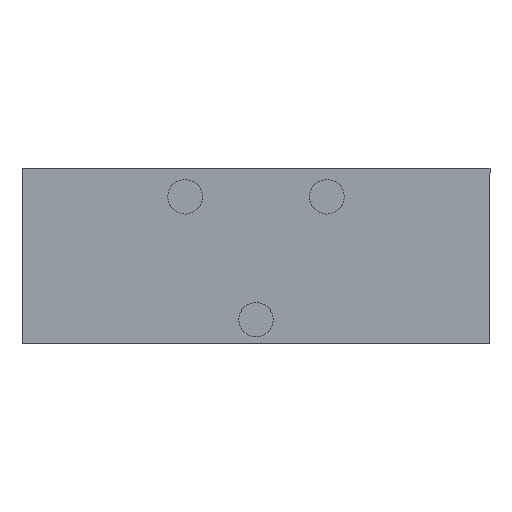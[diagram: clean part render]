
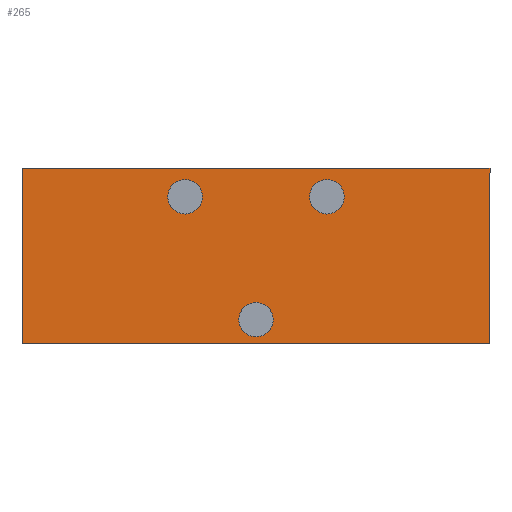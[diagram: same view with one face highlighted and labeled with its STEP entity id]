
A CAD part, top view. The second image highlights one B-rep face of the part: STEP entity #265.
In plain terms, the highlighted planar face has unit normal (0, 0, 1).
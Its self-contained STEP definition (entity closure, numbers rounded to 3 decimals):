
#15=FACE_BOUND('',#59,.T.);
#16=FACE_BOUND('',#60,.T.);
#17=FACE_BOUND('',#61,.T.);
#24=CIRCLE('',#298,2.95);
#25=CIRCLE('',#300,2.95);
#26=CIRCLE('',#302,2.95);
#42=FACE_OUTER_BOUND('',#58,.T.);
#58=EDGE_LOOP('',(#230,#231,#232,#233));
#59=EDGE_LOOP('',(#234));
#60=EDGE_LOOP('',(#235));
#61=EDGE_LOOP('',(#236));
#81=LINE('',#439,#108);
#84=LINE('',#444,#111);
#86=LINE('',#448,#113);
#88=LINE('',#451,#115);
#108=VECTOR('',#365,10.);
#111=VECTOR('',#370,10.);
#113=VECTOR('',#374,10.);
#115=VECTOR('',#378,10.);
#131=VERTEX_POINT('',#425);
#132=VERTEX_POINT('',#429);
#133=VERTEX_POINT('',#433);
#134=VERTEX_POINT('',#437);
#135=VERTEX_POINT('',#438);
#136=VERTEX_POINT('',#443);
#137=VERTEX_POINT('',#447);
#157=EDGE_CURVE('',#131,#131,#24,.T.);
#159=EDGE_CURVE('',#132,#132,#25,.T.);
#161=EDGE_CURVE('',#133,#133,#26,.T.);
#163=EDGE_CURVE('',#134,#135,#81,.T.);
#166=EDGE_CURVE('',#136,#134,#84,.T.);
#168=EDGE_CURVE('',#137,#136,#86,.T.);
#170=EDGE_CURVE('',#135,#137,#88,.T.);
#230=ORIENTED_EDGE('',*,*,#170,.F.);
#231=ORIENTED_EDGE('',*,*,#163,.F.);
#232=ORIENTED_EDGE('',*,*,#166,.F.);
#233=ORIENTED_EDGE('',*,*,#168,.F.);
#234=ORIENTED_EDGE('',*,*,#157,.T.);
#235=ORIENTED_EDGE('',*,*,#159,.T.);
#236=ORIENTED_EDGE('',*,*,#161,.T.);
#249=PLANE('',#307);
#265=ADVANCED_FACE('',(#42,#15,#16,#17),#249,.F.);
#298=AXIS2_PLACEMENT_3D('',#426,#350,#351);
#300=AXIS2_PLACEMENT_3D('',#430,#355,#356);
#302=AXIS2_PLACEMENT_3D('',#434,#360,#361);
#307=AXIS2_PLACEMENT_3D('',#452,#379,#380);
#350=DIRECTION('center_axis',(0.,0.,
-1.));
#351=DIRECTION('ref_axis',(0.,-1.,0.));
#355=DIRECTION('center_axis',(0.,0.,
-1.));
#356=DIRECTION('ref_axis',(0.,-1.,0.));
#360=DIRECTION('center_axis',(0.,0.,
-1.));
#361=DIRECTION('ref_axis',(0.,-1.,0.));
#365=DIRECTION('',(-1.,0.,0.));
#370=DIRECTION('',(0.,-1.,0.));
#374=DIRECTION('',(1.,0.,0.));
#378=DIRECTION('',(0.,1.,0.));
#379=DIRECTION('center_axis',(0.,0.,
-1.));
#380=DIRECTION('ref_axis',(-1.,0.,0.));
#425=CARTESIAN_POINT('',(22.014,145.842,6.448));
#426=CARTESIAN_POINT('Origin',(22.014,142.892,6.448));
#429=CARTESIAN_POINT('',(34.138,166.842,6.448));
#430=CARTESIAN_POINT('Origin',(34.138,163.892,6.448));
#433=CARTESIAN_POINT('',(9.89,166.842,6.448));
#434=CARTESIAN_POINT('Origin',(9.89,163.892,6.448));
#437=CARTESIAN_POINT('',(62.014,138.772,6.448));
#438=CARTESIAN_POINT('',(-17.986,138.772,6.448));
#439=CARTESIAN_POINT('',(62.014,138.772,6.448));
#443=CARTESIAN_POINT('',(62.014,168.772,6.448));
#444=CARTESIAN_POINT('',(62.014,168.772,6.448));
#447=CARTESIAN_POINT('',(-17.986,168.772,6.448));
#448=CARTESIAN_POINT('',(-17.986,168.772,6.448));
#451=CARTESIAN_POINT('',(-17.986,138.772,6.448));
#452=CARTESIAN_POINT('Origin',(22.014,153.772,6.448));
